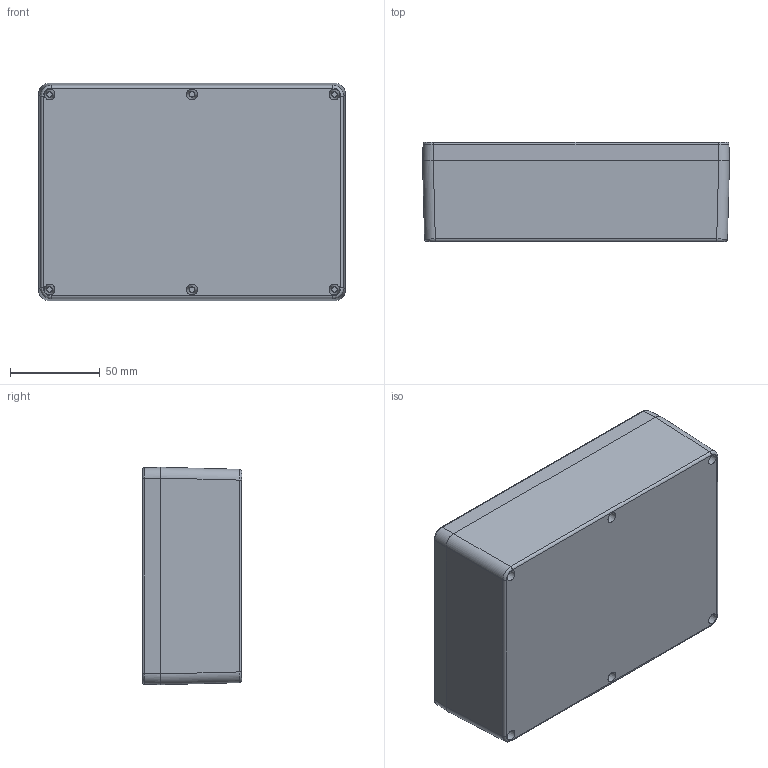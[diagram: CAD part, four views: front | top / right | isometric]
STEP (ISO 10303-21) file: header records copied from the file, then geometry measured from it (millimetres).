
FILE_DESCRIPTION (( 'STEP AP214' ), '1' );
FILE_NAME ('1550Z120.STEP', '2020-11-05T20:51:36', ( '' ), ( '' ), 'SwSTEP 2.0', 'SolidWorks 2019', '' );
FILE_SCHEMA (( 'AUTOMOTIVE_DESIGN' ));
Length unit declared in the file: inch
Products named in the file (1): 1550Z120
Bounding box: 171.4 x 55.58 x 121.4 mm (x, y, z)
Volume: 241263.5 mm3; surface area: 156387.6 mm2
Topology: 9 solids, 9 shells, 1788 faces, 4565 edges, 2833 vertices
Faces by surface type: bspline 604, plane 454, cone 368, cylinder 362
Full cylindrical faces by diameter (mm): 3.3 x6, 3.9 x90, 7.5 x6
Entity records: 76937 total; most frequent: CARTESIAN_POINT 41158, ORIENTED_EDGE 7784, DIRECTION 6054, EDGE_CURVE 3892, VERTEX_POINT 2534, AXIS2_PLACEMENT_3D 2271, EDGE_LOOP 2226, FACE_OUTER_BOUND 1896
